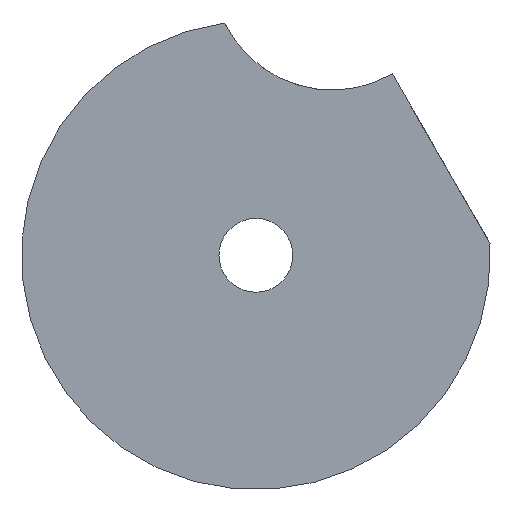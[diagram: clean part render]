
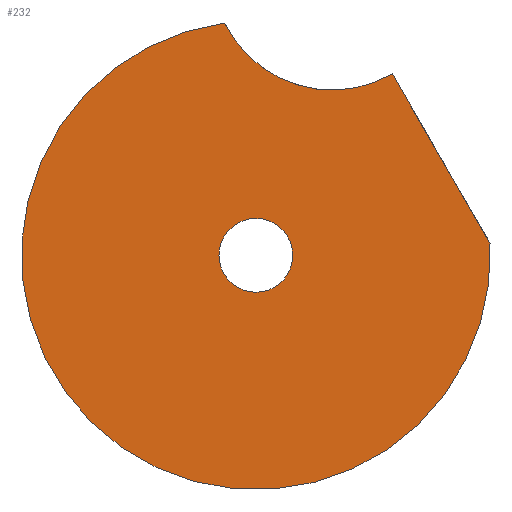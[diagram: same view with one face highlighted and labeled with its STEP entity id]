
A CAD part, front view. The second image highlights one B-rep face of the part: STEP entity #232.
In plain terms, the highlighted planar face has unit normal (0, -1, 0).
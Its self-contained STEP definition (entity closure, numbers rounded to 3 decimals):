
#22=FACE_BOUND('',#75,.T.);
#38=CIRCLE('',#264,3.25);
#41=CIRCLE('',#269,1.);
#44=CIRCLE('',#275,6.35);
#59=FACE_OUTER_BOUND('',#74,.T.);
#74=EDGE_LOOP('',(#211,#212,#213));
#75=EDGE_LOOP('',(#214));
#85=LINE('',#392,#96);
#96=VECTOR('',#291,10.);
#102=VERTEX_POINT('',#360);
#108=VERTEX_POINT('',#390);
#117=VERTEX_POINT('',#446);
#120=VERTEX_POINT('',#455);
#129=EDGE_CURVE('',#102,#108,#85,.T.);
#145=EDGE_CURVE('',#108,#117,#38,.T.);
#148=EDGE_CURVE('',#120,#120,#41,.T.);
#152=EDGE_CURVE('',#117,#102,#44,.T.);
#211=ORIENTED_EDGE('',*,*,#129,.T.);
#212=ORIENTED_EDGE('',*,*,#145,.T.);
#213=ORIENTED_EDGE('',*,*,#152,.T.);
#214=ORIENTED_EDGE('',*,*,#148,.T.);
#219=PLANE('',#277);
#232=ADVANCED_FACE('',(#59,#22),#219,.T.);
#264=AXIS2_PLACEMENT_3D('',#448,#325,#326);
#269=AXIS2_PLACEMENT_3D('',#456,#335,#336);
#275=AXIS2_PLACEMENT_3D('',#464,#348,#349);
#277=AXIS2_PLACEMENT_3D('',#466,#352,#353);
#291=DIRECTION('',(-0.5,0.,0.866));
#325=DIRECTION('center_axis',(0.,1.,0.));
#326=DIRECTION('ref_axis',(-1.,0.,0.));
#335=DIRECTION('center_axis',(0.,1.,0.));
#336=DIRECTION('ref_axis',(1.,0.,0.));
#348=DIRECTION('center_axis',(0.,-1.,0.));
#349=DIRECTION('ref_axis',(0.,0.,-1.));
#352=DIRECTION('center_axis',(0.,-1.,0.));
#353=DIRECTION('ref_axis',(0.,0.,-1.));
#360=CARTESIAN_POINT('',(6.341,0.,0.33));
#390=CARTESIAN_POINT('',(3.696,0.,4.913));
#392=CARTESIAN_POINT('',(3.428,0.,5.376));
#446=CARTESIAN_POINT('',(-0.846,0.,6.293));
#448=CARTESIAN_POINT('Origin',(2.071,0.,7.727));
#455=CARTESIAN_POINT('',(-1.,0.,0.));
#456=CARTESIAN_POINT('Origin',(0.,0.,0.));
#464=CARTESIAN_POINT('Origin',(0.,0.,0.));
#466=CARTESIAN_POINT('Origin',(0.,0.,0.));
